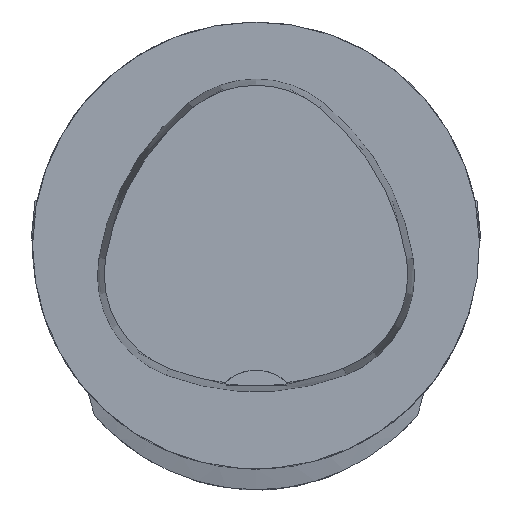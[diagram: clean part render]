
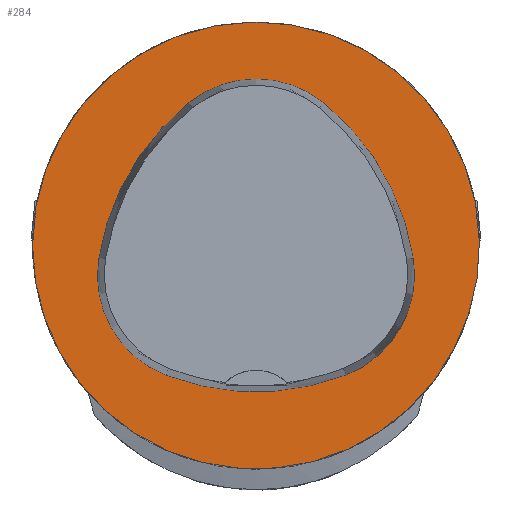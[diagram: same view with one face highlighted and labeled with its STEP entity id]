
A CAD part, top view. The second image highlights one B-rep face of the part: STEP entity #284.
In plain terms, the highlighted planar face has unit normal (0, 0, 1).
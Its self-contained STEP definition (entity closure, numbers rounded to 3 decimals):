
#284=ADVANCED_FACE('',(#710,#711),#359,.T.);
#359=PLANE('',#1952);
#710=FACE_BOUND('',#760,.T.);
#711=FACE_BOUND('',#761,.T.);
#760=EDGE_LOOP('',(#1037,#1038,#1039,#1040,#1041,#1042));
#761=EDGE_LOOP('',(#1043));
#1037=ORIENTED_EDGE('',*,*,#1621,.T.);
#1038=ORIENTED_EDGE('',*,*,#1601,.T.);
#1039=ORIENTED_EDGE('',*,*,#1605,.T.);
#1040=ORIENTED_EDGE('',*,*,#1608,.T.);
#1041=ORIENTED_EDGE('',*,*,#1611,.T.);
#1042=ORIENTED_EDGE('',*,*,#1619,.T.);
#1043=ORIENTED_EDGE('',*,*,#1589,.F.);
#1400=VERTEX_POINT('',#2893);
#1411=VERTEX_POINT('',#2927);
#1412=VERTEX_POINT('',#2928);
#1415=VERTEX_POINT('',#2936);
#1417=VERTEX_POINT('',#2942);
#1419=VERTEX_POINT('',#2948);
#1426=VERTEX_POINT('',#2969);
#1589=EDGE_CURVE('',#1400,#1400,#1746,.T.);
#1601=EDGE_CURVE('',#1411,#1412,#1747,.T.);
#1605=EDGE_CURVE('',#1412,#1415,#1749,.T.);
#1608=EDGE_CURVE('',#1415,#1417,#1751,.T.);
#1611=EDGE_CURVE('',#1417,#1419,#1753,.T.);
#1619=EDGE_CURVE('',#1419,#1426,#1757,.T.);
#1621=EDGE_CURVE('',#1426,#1411,#1759,.T.);
#1746=CIRCLE('',#1923,25.);
#1747=CIRCLE('',#1930,28.);
#1749=CIRCLE('',#1933,12.);
#1751=CIRCLE('',#1936,28.);
#1753=CIRCLE('',#1939,12.);
#1757=CIRCLE('',#1944,28.);
#1759=CIRCLE('',#1947,12.);
#1923=AXIS2_PLACEMENT_3D('',#2892,#2230,#2231);
#1930=AXIS2_PLACEMENT_3D('',#2926,#2248,#2249);
#1933=AXIS2_PLACEMENT_3D('',#2935,#2256,#2257);
#1936=AXIS2_PLACEMENT_3D('',#2941,#2263,#2264);
#1939=AXIS2_PLACEMENT_3D('',#2947,#2270,#2271);
#1944=AXIS2_PLACEMENT_3D('',#2970,#2282,#2283);
#1947=AXIS2_PLACEMENT_3D('',#2973,#2288,#2289);
#1952=AXIS2_PLACEMENT_3D('',#2978,#2298,#2299);
#2230=DIRECTION('',(0.,0.,-1.));
#2231=DIRECTION('',(-1.,0.,0.));
#2248=DIRECTION('',(0.,0.,-1.));
#2249=DIRECTION('',(-1.,0.,0.));
#2256=DIRECTION('',(0.,0.,-1.));
#2257=DIRECTION('',(-1.,0.,0.));
#2263=DIRECTION('',(0.,0.,-1.));
#2264=DIRECTION('',(-1.,0.,0.));
#2270=DIRECTION('',(0.,0.,-1.));
#2271=DIRECTION('',(-1.,0.,0.));
#2282=DIRECTION('',(0.,0.,-1.));
#2283=DIRECTION('',(-1.,0.,0.));
#2288=DIRECTION('',(0.,0.,-1.));
#2289=DIRECTION('',(-1.,0.,0.));
#2298=DIRECTION('',(0.,0.,1.));
#2299=DIRECTION('',(1.,0.,0.));
#2892=CARTESIAN_POINT('',(0.,0.,0.));
#2893=CARTESIAN_POINT('',(-25.,0.,0.));
#2926=CARTESIAN_POINT('',(10.068,-5.824,0.));
#2927=CARTESIAN_POINT('',(-17.584,-1.424,0.));
#2928=CARTESIAN_POINT('',(-7.531,15.953,0.));
#2935=CARTESIAN_POINT('',(0.011,6.62,0.));
#2936=CARTESIAN_POINT('',(7.567,15.942,0.));
#2941=CARTESIAN_POINT('',(-10.063,-5.81,0.));
#2942=CARTESIAN_POINT('',(17.59,-1.418,0.));
#2947=CARTESIAN_POINT('',(5.739,-3.3,0.));
#2948=CARTESIAN_POINT('',(10.05,-14.499,0.));
#2969=CARTESIAN_POINT('',(-10.025,-14.516,0.));
#2970=CARTESIAN_POINT('',(-0.01,11.631,0.));
#2973=CARTESIAN_POINT('',(-5.733,-3.31,0.));
#2978=CARTESIAN_POINT('',(0.,0.,0.));
